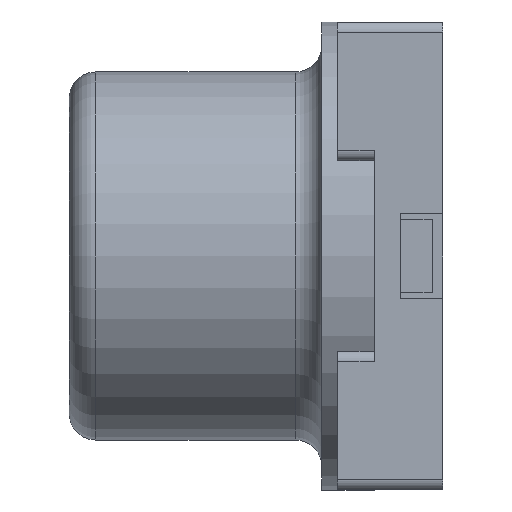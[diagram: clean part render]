
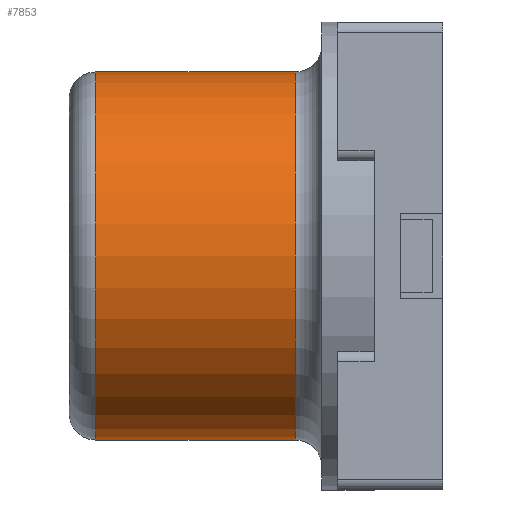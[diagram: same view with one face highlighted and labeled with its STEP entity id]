
A CAD part, left-side view. The second image highlights one B-rep face of the part: STEP entity #7853.
In plain terms, the highlighted cylindrical face has radius 1.75 mm (diameter 3.5 mm), a partial arc.
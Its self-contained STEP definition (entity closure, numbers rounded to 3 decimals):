
#161 = VECTOR ( 'NONE', #8379, 1000. ) ;
#772 = ORIENTED_EDGE ( 'NONE', *, *, #7779, .T. ) ;
#905 = CIRCLE ( 'NONE', #8490, 1.75 ) ;
#1015 = DIRECTION ( 'NONE',  ( 0., -1., 0. ) ) ;
#1021 = VERTEX_POINT ( 'NONE', #8468 ) ;
#1267 = CARTESIAN_POINT ( 'NONE',  ( -3.25, 2.55, 0. ) ) ;
#1578 = LINE ( 'NONE', #4676, #161 ) ;
#2979 = CARTESIAN_POINT ( 'NONE',  ( -3.25, 0.4, 0. ) ) ;
#3577 = ORIENTED_EDGE ( 'NONE', *, *, #8660, .F. ) ;
#3709 = CARTESIAN_POINT ( 'NONE',  ( -3.25, 2.3, 0. ) ) ;
#4011 = EDGE_LOOP ( 'NONE', ( #7426, #7325, #3577, #772 ) ) ;
#4049 = LINE ( 'NONE', #11837, #7308 ) ;
#4676 = CARTESIAN_POINT ( 'NONE',  ( -3.25, 2.55, -1.75 ) ) ;
#4757 = DIRECTION ( 'NONE',  ( 0., 0., 1. ) ) ;
#4766 = EDGE_CURVE ( 'NONE', #5490, #1021, #1578, .T. ) ;
#5012 = CYLINDRICAL_SURFACE ( 'NONE', #6880, 1.75 ) ;
#5393 = VERTEX_POINT ( 'NONE', #9295 ) ;
#5490 = VERTEX_POINT ( 'NONE', #7136 ) ;
#6880 = AXIS2_PLACEMENT_3D ( 'NONE', #1267, #1015, #10778 ) ;
#6990 = DIRECTION ( 'NONE',  ( 0., -1., 0. ) ) ;
#7092 = DIRECTION ( 'NONE',  ( 0., 1., 0. ) ) ;
#7136 = CARTESIAN_POINT ( 'NONE',  ( -3.25, 2.3, -1.75 ) ) ;
#7308 = VECTOR ( 'NONE', #6990, 1000. ) ;
#7325 = ORIENTED_EDGE ( 'NONE', *, *, #12006, .T. ) ;
#7426 = ORIENTED_EDGE ( 'NONE', *, *, #4766, .T. ) ;
#7779 = EDGE_CURVE ( 'NONE', #5393, #5490, #905, .T. ) ;
#7853 = ADVANCED_FACE ( 'NONE', ( #8061 ), #5012, .T. ) ;
#8057 = AXIS2_PLACEMENT_3D ( 'NONE', #2979, #7092, #10997 ) ;
#8061 = FACE_OUTER_BOUND ( 'NONE', #4011, .T. ) ;
#8379 = DIRECTION ( 'NONE',  ( 0., -1., 0. ) ) ;
#8468 = CARTESIAN_POINT ( 'NONE',  ( -3.25, 0.4, -1.75 ) ) ;
#8490 = AXIS2_PLACEMENT_3D ( 'NONE', #3709, #8716, #4757 ) ;
#8660 = EDGE_CURVE ( 'NONE', #5393, #9285, #4049, .T. ) ;
#8716 = DIRECTION ( 'NONE',  ( 0., -1., 0. ) ) ;
#8785 = CARTESIAN_POINT ( 'NONE',  ( -3.25, 0.4, 1.75 ) ) ;
#9285 = VERTEX_POINT ( 'NONE', #8785 ) ;
#9295 = CARTESIAN_POINT ( 'NONE',  ( -3.25, 2.3, 1.75 ) ) ;
#10778 = DIRECTION ( 'NONE',  ( 0., 0., -1. ) ) ;
#10997 = DIRECTION ( 'NONE',  ( 0., 0., 1. ) ) ;
#11144 = CIRCLE ( 'NONE', #8057, 1.75 ) ;
#11837 = CARTESIAN_POINT ( 'NONE',  ( -3.25, 2.55, 1.75 ) ) ;
#12006 = EDGE_CURVE ( 'NONE', #1021, #9285, #11144, .T. ) ;
